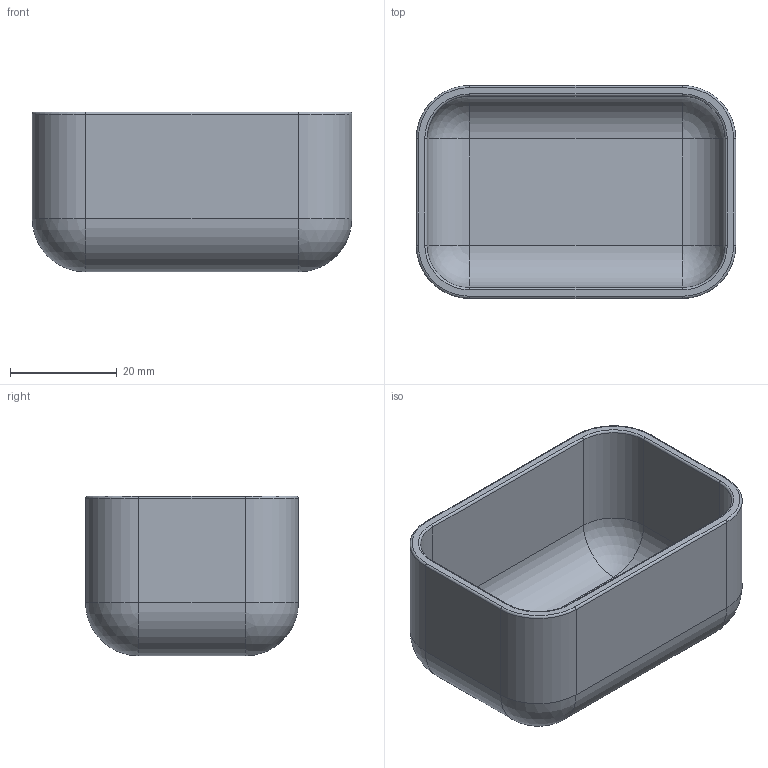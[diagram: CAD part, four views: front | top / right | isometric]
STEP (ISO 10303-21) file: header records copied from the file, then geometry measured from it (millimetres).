
FILE_DESCRIPTION(('FreeCAD Model'),'2;1');
FILE_NAME('Open CASCADE Shape Model','2025-12-01T12:19:45',(''),(''), 'Open CASCADE STEP processor 7.9','FreeCAD','Unknown');
FILE_SCHEMA(('AUTOMOTIVE_DESIGN { 1 0 10303 214 1 1 1 1 }'));
Length unit declared in the file: millimetre
Products named in the file (1): Posodica
Bounding box: 60 x 40 x 30 mm (x, y, z)
Volume: 13064.8 mm3; surface area: 13377.8 mm2
Topology: 1 solids, 1 shells, 51 faces, 112 edges, 56 vertices
Faces by surface type: cylinder 24, plane 11, torus 8, sphere 8
Entity records: 1336 total; most frequent: DIRECTION 264, CARTESIAN_POINT 212, ORIENTED_EDGE 208, AXIS2_PLACEMENT_3D 108, EDGE_CURVE 104, VERTEX_POINT 56, CIRCLE 56, FACE_BOUND 52
